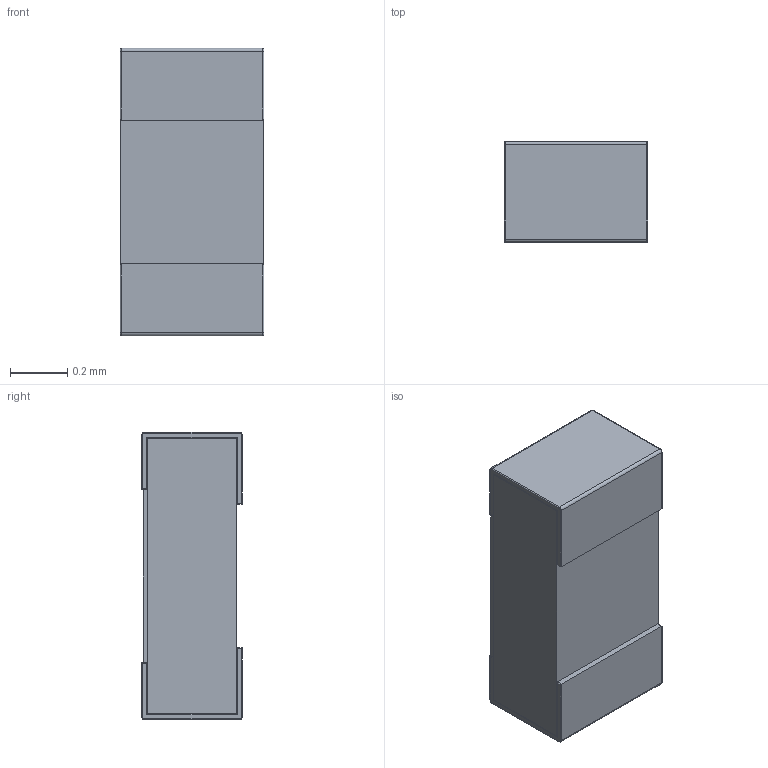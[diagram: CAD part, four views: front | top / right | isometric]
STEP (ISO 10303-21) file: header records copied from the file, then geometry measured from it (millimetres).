
FILE_DESCRIPTION (( 'STEP AP214' ), '1' );
FILE_NAME ('R0402.STEP', '2024-01-19T10:12:45', ( '' ), ( '' ), 'SwSTEP 2.0', 'SolidWorks 2021', '' );
FILE_SCHEMA (( 'AUTOMOTIVE_DESIGN' ));
Length unit declared in the file: millimetre
Products named in the file (1): R0402
Bounding box: 0.5 x 0.35 x 1 mm (x, y, z)
Volume: 0.2 mm3; surface area: 4.1 mm2
Topology: 4 solids, 4 shells, 158 faces, 383 edges, 242 vertices
Faces by surface type: plane 65, bspline 49, cylinder 36, torus 8
Entity records: 8620 total; most frequent: CARTESIAN_POINT 3521, ORIENTED_EDGE 766, DIRECTION 513, EDGE_CURVE 383, VERTEX_POINT 242, LINE 229, VECTOR 229, EDGE_LOOP 167
